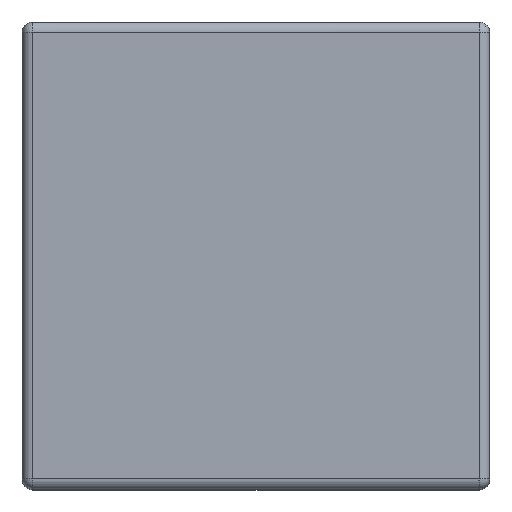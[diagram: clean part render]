
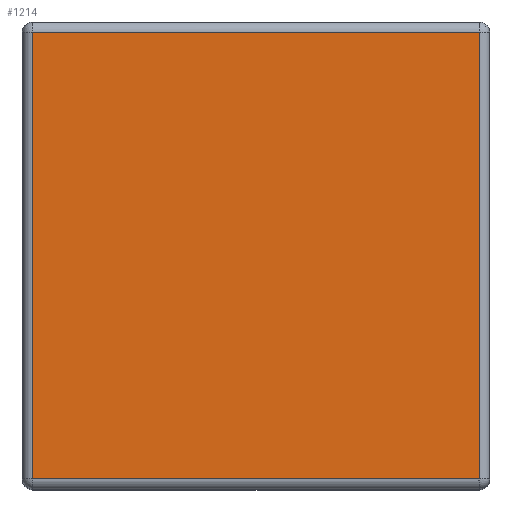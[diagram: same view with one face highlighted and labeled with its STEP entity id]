
A CAD part, top view. The second image highlights one B-rep face of the part: STEP entity #1214.
In plain terms, the highlighted planar face has unit normal (0, 0, 1).
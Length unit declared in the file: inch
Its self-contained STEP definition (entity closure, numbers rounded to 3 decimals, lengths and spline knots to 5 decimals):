
#791=CARTESIAN_POINT('',(0.20669,-0.20669,0.88189));
#792=VERTEX_POINT('',#791);
#817=CARTESIAN_POINT('',(-0.20669,-0.20669,0.88189));
#818=VERTEX_POINT('',#817);
#861=CARTESIAN_POINT('',(0.20669,0.20669,0.88189));
#862=VERTEX_POINT('',#861);
#887=CARTESIAN_POINT('',(-0.20669,0.20669,0.88189));
#888=VERTEX_POINT('',#887);
#928=CARTESIAN_POINT('',(-0.20669,0.20669,0.88189));
#929=DIRECTION('',(1.0,0.0,0.0));
#930=VECTOR('',#929,0.41339);
#931=LINE('',#928,#930);
#932=EDGE_CURVE('',#888,#862,#931,.T.);
#982=CARTESIAN_POINT('',(-0.20669,-0.20669,0.88189));
#983=DIRECTION('',(0.0,1.0,0.0));
#984=VECTOR('',#983,0.41339);
#985=LINE('',#982,#984);
#986=EDGE_CURVE('',#818,#888,#985,.T.);
#1036=CARTESIAN_POINT('',(0.20669,0.20669,0.88189));
#1037=DIRECTION('',(0.0,-1.0,0.0));
#1038=VECTOR('',#1037,0.41339);
#1039=LINE('',#1036,#1038);
#1040=EDGE_CURVE('',#862,#792,#1039,.T.);
#1090=CARTESIAN_POINT('',(0.20669,-0.20669,0.88189));
#1091=DIRECTION('',(-1.0,0.0,0.0));
#1092=VECTOR('',#1091,0.41339);
#1093=LINE('',#1090,#1092);
#1094=EDGE_CURVE('',#792,#818,#1093,.T.);
#1203=CARTESIAN_POINT('',(-0.22736,0.22736,0.88189));
#1204=DIRECTION('',(0.0,0.0,1.0));
#1205=DIRECTION('',(1.0,0.0,0.0));
#1206=AXIS2_PLACEMENT_3D('',#1203,#1204,#1205);
#1207=PLANE('',#1206);
#1208=ORIENTED_EDGE('',*,*,#932,.F.);
#1209=ORIENTED_EDGE('',*,*,#986,.F.);
#1210=ORIENTED_EDGE('',*,*,#1094,.F.);
#1211=ORIENTED_EDGE('',*,*,#1040,.F.);
#1212=EDGE_LOOP('',(#1208,#1209,#1210,#1211));
#1213=FACE_OUTER_BOUND('',#1212,.T.);
#1214=ADVANCED_FACE('',(#1213),#1207,.T.);
